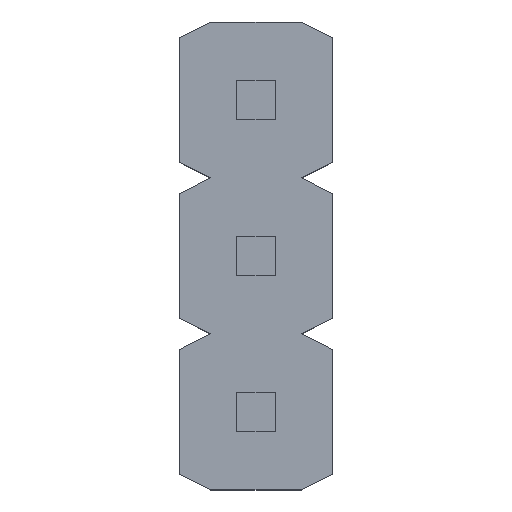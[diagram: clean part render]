
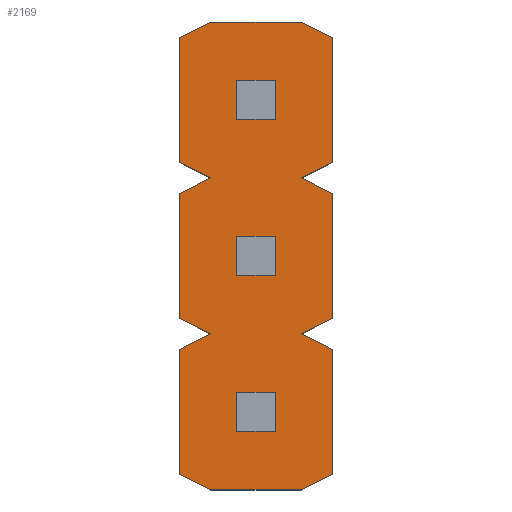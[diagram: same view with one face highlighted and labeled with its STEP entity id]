
A CAD part, top view. The second image highlights one B-rep face of the part: STEP entity #2169.
In plain terms, the highlighted planar face has unit normal (0, 0, 1).
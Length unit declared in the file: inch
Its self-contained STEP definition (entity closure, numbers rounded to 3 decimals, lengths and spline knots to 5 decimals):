
#27=FACE_BOUND('',#158,.T.);
#28=FACE_BOUND('',#159,.T.);
#29=FACE_BOUND('',#160,.T.);
#39=FACE_OUTER_BOUND('',#157,.T.);
#157=EDGE_LOOP('',(#1427,#1428,#1429,#1430,#1431,#1432,#1433,#1434,#1435,
#1436,#1437,#1438,#1439,#1440,#1441,#1442,#1443,#1444,#1445,#1446));
#158=EDGE_LOOP('',(#1447,#1448,#1449,#1450));
#159=EDGE_LOOP('',(#1451,#1452,#1453,#1454));
#160=EDGE_LOOP('',(#1455,#1456,#1457,#1458));
#287=LINE('',#2998,#599);
#288=LINE('',#3000,#600);
#289=LINE('',#3002,#601);
#290=LINE('',#3004,#602);
#291=LINE('',#3006,#603);
#292=LINE('',#3008,#604);
#293=LINE('',#3010,#605);
#294=LINE('',#3012,#606);
#295=LINE('',#3014,#607);
#296=LINE('',#3016,#608);
#297=LINE('',#3018,#609);
#298=LINE('',#3020,#610);
#299=LINE('',#3022,#611);
#300=LINE('',#3024,#612);
#301=LINE('',#3026,#613);
#302=LINE('',#3028,#614);
#303=LINE('',#3030,#615);
#304=LINE('',#3032,#616);
#305=LINE('',#3034,#617);
#306=LINE('',#3035,#618);
#307=LINE('',#3038,#619);
#308=LINE('',#3040,#620);
#309=LINE('',#3042,#621);
#310=LINE('',#3043,#622);
#311=LINE('',#3046,#623);
#312=LINE('',#3048,#624);
#313=LINE('',#3050,#625);
#314=LINE('',#3051,#626);
#315=LINE('',#3054,#627);
#316=LINE('',#3056,#628);
#317=LINE('',#3058,#629);
#318=LINE('',#3059,#630);
#599=VECTOR('',#2441,39.37008);
#600=VECTOR('',#2442,39.37008);
#601=VECTOR('',#2443,39.37008);
#602=VECTOR('',#2444,39.37008);
#603=VECTOR('',#2445,39.37008);
#604=VECTOR('',#2446,39.37008);
#605=VECTOR('',#2447,39.37008);
#606=VECTOR('',#2448,39.37008);
#607=VECTOR('',#2449,39.37008);
#608=VECTOR('',#2450,39.37008);
#609=VECTOR('',#2451,39.37008);
#610=VECTOR('',#2452,39.37008);
#611=VECTOR('',#2453,39.37008);
#612=VECTOR('',#2454,39.37008);
#613=VECTOR('',#2455,39.37008);
#614=VECTOR('',#2456,39.37008);
#615=VECTOR('',#2457,39.37008);
#616=VECTOR('',#2458,39.37008);
#617=VECTOR('',#2459,39.37008);
#618=VECTOR('',#2460,39.37008);
#619=VECTOR('',#2461,39.37008);
#620=VECTOR('',#2462,39.37008);
#621=VECTOR('',#2463,39.37008);
#622=VECTOR('',#2464,39.37008);
#623=VECTOR('',#2465,39.37008);
#624=VECTOR('',#2466,39.37008);
#625=VECTOR('',#2467,39.37008);
#626=VECTOR('',#2468,39.37008);
#627=VECTOR('',#2469,39.37008);
#628=VECTOR('',#2470,39.37008);
#629=VECTOR('',#2471,39.37008);
#630=VECTOR('',#2472,39.37008);
#911=VERTEX_POINT('',#2996);
#912=VERTEX_POINT('',#2997);
#913=VERTEX_POINT('',#2999);
#914=VERTEX_POINT('',#3001);
#915=VERTEX_POINT('',#3003);
#916=VERTEX_POINT('',#3005);
#917=VERTEX_POINT('',#3007);
#918=VERTEX_POINT('',#3009);
#919=VERTEX_POINT('',#3011);
#920=VERTEX_POINT('',#3013);
#921=VERTEX_POINT('',#3015);
#922=VERTEX_POINT('',#3017);
#923=VERTEX_POINT('',#3019);
#924=VERTEX_POINT('',#3021);
#925=VERTEX_POINT('',#3023);
#926=VERTEX_POINT('',#3025);
#927=VERTEX_POINT('',#3027);
#928=VERTEX_POINT('',#3029);
#929=VERTEX_POINT('',#3031);
#930=VERTEX_POINT('',#3033);
#931=VERTEX_POINT('',#3036);
#932=VERTEX_POINT('',#3037);
#933=VERTEX_POINT('',#3039);
#934=VERTEX_POINT('',#3041);
#935=VERTEX_POINT('',#3044);
#936=VERTEX_POINT('',#3045);
#937=VERTEX_POINT('',#3047);
#938=VERTEX_POINT('',#3049);
#939=VERTEX_POINT('',#3052);
#940=VERTEX_POINT('',#3053);
#941=VERTEX_POINT('',#3055);
#942=VERTEX_POINT('',#3057);
#1115=EDGE_CURVE('',#911,#912,#287,.T.);
#1116=EDGE_CURVE('',#912,#913,#288,.T.);
#1117=EDGE_CURVE('',#913,#914,#289,.T.);
#1118=EDGE_CURVE('',#914,#915,#290,.T.);
#1119=EDGE_CURVE('',#915,#916,#291,.T.);
#1120=EDGE_CURVE('',#916,#917,#292,.T.);
#1121=EDGE_CURVE('',#917,#918,#293,.T.);
#1122=EDGE_CURVE('',#918,#919,#294,.T.);
#1123=EDGE_CURVE('',#919,#920,#295,.T.);
#1124=EDGE_CURVE('',#920,#921,#296,.T.);
#1125=EDGE_CURVE('',#921,#922,#297,.T.);
#1126=EDGE_CURVE('',#922,#923,#298,.T.);
#1127=EDGE_CURVE('',#923,#924,#299,.T.);
#1128=EDGE_CURVE('',#924,#925,#300,.T.);
#1129=EDGE_CURVE('',#925,#926,#301,.T.);
#1130=EDGE_CURVE('',#926,#927,#302,.T.);
#1131=EDGE_CURVE('',#927,#928,#303,.T.);
#1132=EDGE_CURVE('',#928,#929,#304,.T.);
#1133=EDGE_CURVE('',#929,#930,#305,.T.);
#1134=EDGE_CURVE('',#930,#911,#306,.T.);
#1135=EDGE_CURVE('',#931,#932,#307,.T.);
#1136=EDGE_CURVE('',#933,#931,#308,.T.);
#1137=EDGE_CURVE('',#934,#933,#309,.T.);
#1138=EDGE_CURVE('',#932,#934,#310,.T.);
#1139=EDGE_CURVE('',#935,#936,#311,.T.);
#1140=EDGE_CURVE('',#937,#935,#312,.T.);
#1141=EDGE_CURVE('',#938,#937,#313,.T.);
#1142=EDGE_CURVE('',#936,#938,#314,.T.);
#1143=EDGE_CURVE('',#939,#940,#315,.T.);
#1144=EDGE_CURVE('',#941,#939,#316,.T.);
#1145=EDGE_CURVE('',#942,#941,#317,.T.);
#1146=EDGE_CURVE('',#940,#942,#318,.T.);
#1427=ORIENTED_EDGE('',*,*,#1115,.T.);
#1428=ORIENTED_EDGE('',*,*,#1116,.T.);
#1429=ORIENTED_EDGE('',*,*,#1117,.T.);
#1430=ORIENTED_EDGE('',*,*,#1118,.T.);
#1431=ORIENTED_EDGE('',*,*,#1119,.T.);
#1432=ORIENTED_EDGE('',*,*,#1120,.T.);
#1433=ORIENTED_EDGE('',*,*,#1121,.T.);
#1434=ORIENTED_EDGE('',*,*,#1122,.T.);
#1435=ORIENTED_EDGE('',*,*,#1123,.T.);
#1436=ORIENTED_EDGE('',*,*,#1124,.T.);
#1437=ORIENTED_EDGE('',*,*,#1125,.T.);
#1438=ORIENTED_EDGE('',*,*,#1126,.T.);
#1439=ORIENTED_EDGE('',*,*,#1127,.T.);
#1440=ORIENTED_EDGE('',*,*,#1128,.T.);
#1441=ORIENTED_EDGE('',*,*,#1129,.T.);
#1442=ORIENTED_EDGE('',*,*,#1130,.T.);
#1443=ORIENTED_EDGE('',*,*,#1131,.T.);
#1444=ORIENTED_EDGE('',*,*,#1132,.T.);
#1445=ORIENTED_EDGE('',*,*,#1133,.T.);
#1446=ORIENTED_EDGE('',*,*,#1134,.T.);
#1447=ORIENTED_EDGE('',*,*,#1135,.F.);
#1448=ORIENTED_EDGE('',*,*,#1136,.F.);
#1449=ORIENTED_EDGE('',*,*,#1137,.F.);
#1450=ORIENTED_EDGE('',*,*,#1138,.F.);
#1451=ORIENTED_EDGE('',*,*,#1139,.F.);
#1452=ORIENTED_EDGE('',*,*,#1140,.F.);
#1453=ORIENTED_EDGE('',*,*,#1141,.F.);
#1454=ORIENTED_EDGE('',*,*,#1142,.F.);
#1455=ORIENTED_EDGE('',*,*,#1143,.F.);
#1456=ORIENTED_EDGE('',*,*,#1144,.F.);
#1457=ORIENTED_EDGE('',*,*,#1145,.F.);
#1458=ORIENTED_EDGE('',*,*,#1146,.F.);
#2051=PLANE('',#2314);
#2169=ADVANCED_FACE('',(#39,#27,#28,#29),#2051,.T.);
#2314=AXIS2_PLACEMENT_3D('',#2995,#2439,#2440);
#2439=DIRECTION('center_axis',(0.,0.,
1.));
#2440=DIRECTION('ref_axis',(-1.,0.,0.));
#2441=DIRECTION('',(-0.894,0.447,0.));
#2442=DIRECTION('',(0.894,0.447,0.));
#2443=DIRECTION('',(0.,1.,0.));
#2444=DIRECTION('',(-0.894,0.447,0.));
#2445=DIRECTION('',(-1.,0.,0.));
#2446=DIRECTION('',(-0.894,-0.447,0.));
#2447=DIRECTION('',(0.,-1.,0.));
#2448=DIRECTION('',(0.894,-0.447,0.));
#2449=DIRECTION('',(-0.894,-0.447,0.));
#2450=DIRECTION('',(0.,-1.,0.));
#2451=DIRECTION('',(0.894,-0.447,0.));
#2452=DIRECTION('',(-0.894,-0.447,0.));
#2453=DIRECTION('',(0.,-1.,0.));
#2454=DIRECTION('',(0.894,-0.447,0.));
#2455=DIRECTION('',(1.,0.,0.));
#2456=DIRECTION('',(0.894,0.447,0.));
#2457=DIRECTION('',(0.,1.,0.));
#2458=DIRECTION('',(-0.894,0.447,0.));
#2459=DIRECTION('',(0.894,0.447,0.));
#2460=DIRECTION('',(0.,1.,0.));
#2461=DIRECTION('',(0.,1.,0.));
#2462=DIRECTION('',(1.,0.,0.));
#2463=DIRECTION('',(0.,-1.,0.));
#2464=DIRECTION('',(-1.,0.,0.));
#2465=DIRECTION('',(0.,1.,0.));
#2466=DIRECTION('',(1.,0.,0.));
#2467=DIRECTION('',(0.,-1.,0.));
#2468=DIRECTION('',(-1.,0.,0.));
#2469=DIRECTION('',(0.,1.,0.));
#2470=DIRECTION('',(1.,0.,0.));
#2471=DIRECTION('',(0.,-1.,0.));
#2472=DIRECTION('',(-1.,0.,0.));
#2995=CARTESIAN_POINT('Origin',(0.,-0.1,0.06));
#2996=CARTESIAN_POINT('',(0.049,-0.06,0.06));
#2997=CARTESIAN_POINT('',(0.029,-0.05,0.06));
#2998=CARTESIAN_POINT('',(0.0258,-0.0484,0.06));
#2999=CARTESIAN_POINT('',(0.049,-0.04,0.06));
#3000=CARTESIAN_POINT('',(-0.0142,-0.0716,0.06));
#3001=CARTESIAN_POINT('',(0.049,0.04,0.06));
#3002=CARTESIAN_POINT('',(0.049,-0.24,0.06));
#3003=CARTESIAN_POINT('',(0.029,0.05,0.06));
#3004=CARTESIAN_POINT('',(0.049,0.04,0.06));
#3005=CARTESIAN_POINT('',(-0.029,0.05,0.06));
#3006=CARTESIAN_POINT('',(0.029,0.05,0.06));
#3007=CARTESIAN_POINT('',(-0.049,0.04,0.06));
#3008=CARTESIAN_POINT('',(-0.029,0.05,0.06));
#3009=CARTESIAN_POINT('',(-0.049,-0.04,0.06));
#3010=CARTESIAN_POINT('',(-0.049,0.04,0.06));
#3011=CARTESIAN_POINT('',(-0.029,-0.05,0.06));
#3012=CARTESIAN_POINT('',(0.0142,-0.0716,0.06));
#3013=CARTESIAN_POINT('',(-0.049,-0.06,0.06));
#3014=CARTESIAN_POINT('',(-0.0258,-0.0484,0.06));
#3015=CARTESIAN_POINT('',(-0.049,-0.14,0.06));
#3016=CARTESIAN_POINT('',(-0.049,0.04,0.06));
#3017=CARTESIAN_POINT('',(-0.029,-0.15,0.06));
#3018=CARTESIAN_POINT('',(-0.0258,-0.1516,0.06));
#3019=CARTESIAN_POINT('',(-0.049,-0.16,0.06));
#3020=CARTESIAN_POINT('',(0.0142,-0.1284,0.06));
#3021=CARTESIAN_POINT('',(-0.049,-0.24,0.06));
#3022=CARTESIAN_POINT('',(-0.049,0.04,0.06));
#3023=CARTESIAN_POINT('',(-0.029,-0.25,0.06));
#3024=CARTESIAN_POINT('',(-0.049,-0.24,0.06));
#3025=CARTESIAN_POINT('',(0.029,-0.25,0.06));
#3026=CARTESIAN_POINT('',(-0.029,-0.25,0.06));
#3027=CARTESIAN_POINT('',(0.049,-0.24,0.06));
#3028=CARTESIAN_POINT('',(0.029,-0.25,0.06));
#3029=CARTESIAN_POINT('',(0.049,-0.16,0.06));
#3030=CARTESIAN_POINT('',(0.049,-0.24,0.06));
#3031=CARTESIAN_POINT('',(0.029,-0.15,0.06));
#3032=CARTESIAN_POINT('',(-0.0142,-0.1284,0.06));
#3033=CARTESIAN_POINT('',(0.049,-0.14,0.06));
#3034=CARTESIAN_POINT('',(0.0258,-0.1516,0.06));
#3035=CARTESIAN_POINT('',(0.049,-0.24,0.06));
#3036=CARTESIAN_POINT('',(0.0125,-0.0125,0.06));
#3037=CARTESIAN_POINT('',(0.0125,0.0125,0.06));
#3038=CARTESIAN_POINT('',(0.0125,-0.0125,0.06));
#3039=CARTESIAN_POINT('',(-0.0125,-0.0125,0.06));
#3040=CARTESIAN_POINT('',(-0.0125,-0.0125,0.06));
#3041=CARTESIAN_POINT('',(-0.0125,0.0125,0.06));
#3042=CARTESIAN_POINT('',(-0.0125,0.0125,0.06));
#3043=CARTESIAN_POINT('',(0.0125,0.0125,0.06));
#3044=CARTESIAN_POINT('',(0.0125,-0.1125,0.06));
#3045=CARTESIAN_POINT('',(0.0125,-0.0875,0.06));
#3046=CARTESIAN_POINT('',(0.0125,-0.1125,0.06));
#3047=CARTESIAN_POINT('',(-0.0125,-0.1125,0.06));
#3048=CARTESIAN_POINT('',(-0.0125,-0.1125,0.06));
#3049=CARTESIAN_POINT('',(-0.0125,-0.0875,0.06));
#3050=CARTESIAN_POINT('',(-0.0125,-0.0875,0.06));
#3051=CARTESIAN_POINT('',(0.0125,-0.0875,0.06));
#3052=CARTESIAN_POINT('',(0.0125,-0.2125,0.06));
#3053=CARTESIAN_POINT('',(0.0125,-0.1875,0.06));
#3054=CARTESIAN_POINT('',(0.0125,-0.2125,0.06));
#3055=CARTESIAN_POINT('',(-0.0125,-0.2125,0.06));
#3056=CARTESIAN_POINT('',(-0.0125,-0.2125,0.06));
#3057=CARTESIAN_POINT('',(-0.0125,-0.1875,0.06));
#3058=CARTESIAN_POINT('',(-0.0125,-0.1875,0.06));
#3059=CARTESIAN_POINT('',(0.0125,-0.1875,0.06));
